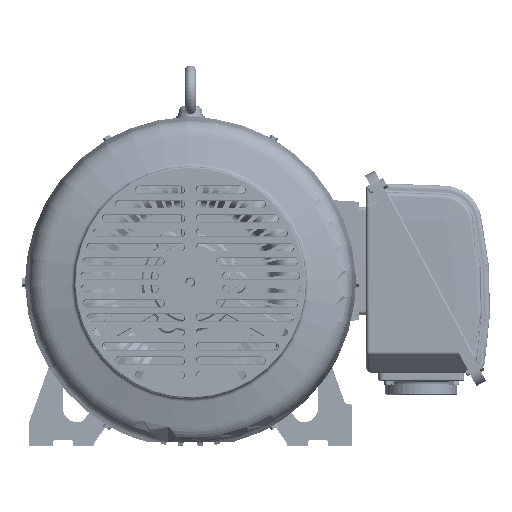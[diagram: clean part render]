
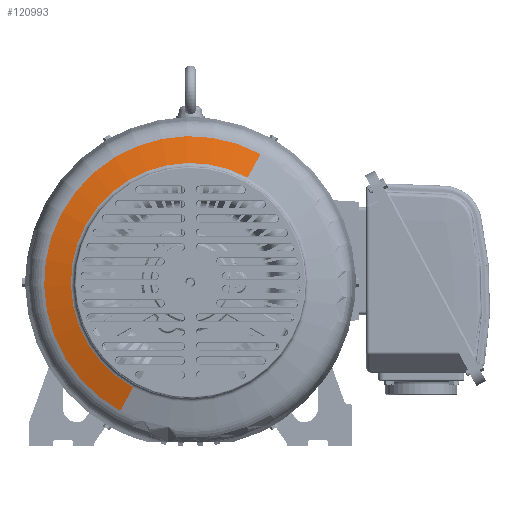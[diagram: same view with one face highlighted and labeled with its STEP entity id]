
A CAD part, front view. The second image highlights one B-rep face of the part: STEP entity #120993.
In plain terms, the highlighted conical face has half-angle 75 degrees and reference radius 166.688 mm.
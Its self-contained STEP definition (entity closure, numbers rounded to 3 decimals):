
#120876=CARTESIAN_POINT('Vertex',(97.792,-362.222,179.006)) ;
#120883=CARTESIAN_POINT('Vertex',(-97.792,-362.222,-179.006)) ;
#120900=CARTESIAN_POINT('Axis2P3D Location',(0.,-362.222,0.)) ;
#120951=CARTESIAN_POINT('Axis2P3D Location',(0.,-372.213,0.)) ;
#120956=CARTESIAN_POINT('Line Origine',(88.853,-367.217,162.645)) ;
#120960=CARTESIAN_POINT('Vertex',(79.915,-372.213,146.283)) ;
#120967=CARTESIAN_POINT('Vertex',(-79.915,-372.213,-146.283)) ;
#120970=CARTESIAN_POINT('Line Origine',(-88.853,-367.217,-162.645)) ;
#120982=CARTESIAN_POINT('Axis2P3D Location',(0.,-372.213,0.)) ;
#120901=DIRECTION('Axis2P3D Direction',(-0.,1.,0.)) ;
#120952=DIRECTION('Axis2P3D Direction',(0.,1.,0.)) ;
#120953=DIRECTION('Axis2P3D XDirection',(0.479,0.,0.878)) ;
#120957=DIRECTION('Vector Direction',(0.463,0.259,0.848)) ;
#120971=DIRECTION('Vector Direction',(-0.463,0.259,-0.848)) ;
#120983=DIRECTION('Axis2P3D Direction',(-0.,1.,0.)) ;
#120902=AXIS2_PLACEMENT_3D('Circle Axis2P3D',#120900,#120901,$) ;
#120954=AXIS2_PLACEMENT_3D('Cone Axis2P3D',#120951,#120952,#120953) ;
#120984=AXIS2_PLACEMENT_3D('Circle Axis2P3D',#120982,#120983,$) ;
#120988=ORIENTED_EDGE('',*,*,#120904,.F.) ;
#120989=ORIENTED_EDGE('',*,*,#120974,.T.) ;
#120990=ORIENTED_EDGE('',*,*,#120986,.T.) ;
#120991=ORIENTED_EDGE('',*,*,#120962,.F.) ;
#120958=VECTOR('Line Direction',#120957,1.) ;
#120972=VECTOR('Line Direction',#120971,1.) ;
#120993=ADVANCED_FACE('31407C309.1',(#120992),#120955,.T.) ;
#120903=CIRCLE('generated circle',#120902,203.977) ;
#120985=CIRCLE('generated circle',#120984,166.688) ;
#120955=CONICAL_SURFACE('Cone',#120954,166.688,1.309) ;
#120904=EDGE_CURVE('',#120884,#120877,#120903,.T.) ;
#120962=EDGE_CURVE('',#120877,#120961,#120959,.F.) ;
#120974=EDGE_CURVE('',#120884,#120968,#120973,.F.) ;
#120986=EDGE_CURVE('',#120968,#120961,#120985,.T.) ;
#120987=EDGE_LOOP('',(#120988,#120989,#120990,#120991)) ;
#120992=FACE_OUTER_BOUND('',#120987,.T.) ;
#120959=LINE('Line',#120956,#120958) ;
#120973=LINE('Line',#120970,#120972) ;
#120877=VERTEX_POINT('',#120876) ;
#120884=VERTEX_POINT('',#120883) ;
#120961=VERTEX_POINT('',#120960) ;
#120968=VERTEX_POINT('',#120967) ;
